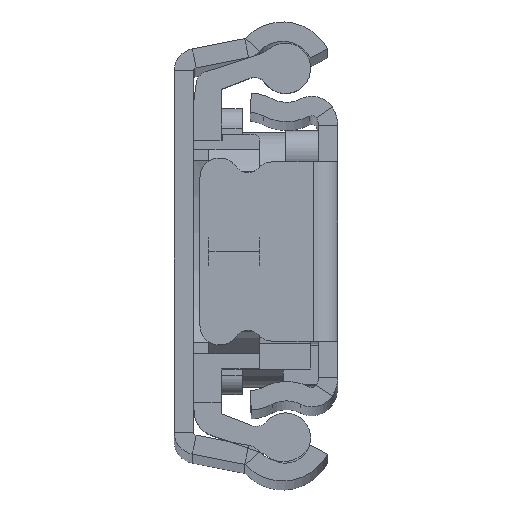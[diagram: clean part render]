
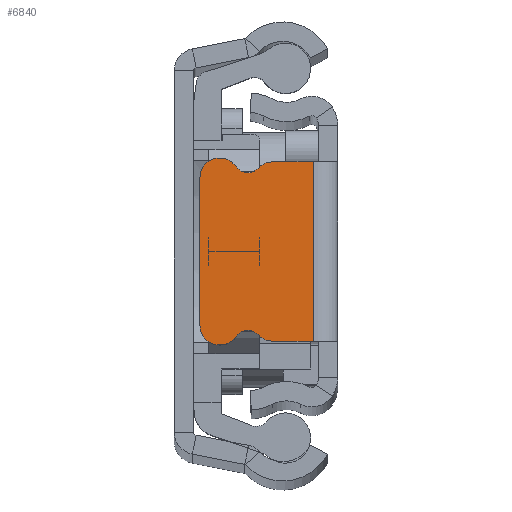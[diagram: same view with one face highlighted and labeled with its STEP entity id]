
A CAD part, top view. The second image highlights one B-rep face of the part: STEP entity #6840.
In plain terms, the highlighted planar face has unit normal (0, 0, 1).
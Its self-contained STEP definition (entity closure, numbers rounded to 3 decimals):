
#138 = DIRECTION ( 'NONE',  ( 0., 0., 1. ) ) ;
#213 = LINE ( 'NONE', #7552, #7596 ) ;
#276 = CARTESIAN_POINT ( 'NONE',  ( 0., -7.25, 0. ) ) ;
#298 = CARTESIAN_POINT ( 'NONE',  ( -9.2, 5.75, 0. ) ) ;
#317 = DIRECTION ( 'NONE',  ( -1., 0., 0. ) ) ;
#334 = VERTEX_POINT ( 'NONE', #1682 ) ;
#349 = CARTESIAN_POINT ( 'NONE',  ( -5.078, 6.95, 0. ) ) ;
#889 = CARTESIAN_POINT ( 'NONE',  ( -9.14, 5.75, 0. ) ) ;
#987 = DIRECTION ( 'NONE',  ( 0., 0., -1. ) ) ;
#996 = DIRECTION ( 'NONE',  ( 0., 0., 1. ) ) ;
#1239 = CARTESIAN_POINT ( 'NONE',  ( -9.2, 7.25, 0. ) ) ;
#1257 = CIRCLE ( 'NONE', #2797, 1.5 ) ;
#1281 = AXIS2_PLACEMENT_3D ( 'NONE', #9150, #996, #14455 ) ;
#1284 = DIRECTION ( 'NONE',  ( 0., 1., 0. ) ) ;
#1293 = DIRECTION ( 'NONE',  ( 0., -1., 0. ) ) ;
#1518 = DIRECTION ( 'NONE',  ( -1., 0., 0. ) ) ;
#1535 = CARTESIAN_POINT ( 'NONE',  ( -9.2, -5.75, 0. ) ) ;
#1638 = VECTOR ( 'NONE', #15227, 1000. ) ;
#1682 = CARTESIAN_POINT ( 'NONE',  ( -7.9, 6.593, 0. ) ) ;
#1715 = CARTESIAN_POINT ( 'NONE',  ( -6.181, 6.467, 0. ) ) ;
#1832 = CARTESIAN_POINT ( 'NONE',  ( 1.206, 6.95, 0. ) ) ;
#1923 = ORIENTED_EDGE ( 'NONE', *, *, #7007, .T. ) ;
#2051 = AXIS2_PLACEMENT_3D ( 'NONE', #7087, #987, #3262 ) ;
#2140 = ORIENTED_EDGE ( 'NONE', *, *, #14062, .T. ) ;
#2188 = DIRECTION ( 'NONE',  ( 0., 1., 0. ) ) ;
#2387 = DIRECTION ( 'NONE',  ( 0., 0., -1. ) ) ;
#2414 = LINE ( 'NONE', #11160, #4552 ) ;
#2601 = VERTEX_POINT ( 'NONE', #11503 ) ;
#2656 = CARTESIAN_POINT ( 'NONE',  ( -9.14, -5.75, 0. ) ) ;
#2797 = AXIS2_PLACEMENT_3D ( 'NONE', #1535, #11512, #317 ) ;
#2813 = ORIENTED_EDGE ( 'NONE', *, *, #14393, .T. ) ;
#2829 = VERTEX_POINT ( 'NONE', #8384 ) ;
#3008 = EDGE_CURVE ( 'NONE', #6031, #2601, #10168, .T. ) ;
#3262 = DIRECTION ( 'NONE',  ( 0., -1., 0. ) ) ;
#3287 = ORIENTED_EDGE ( 'NONE', *, *, #15308, .T. ) ;
#3451 = CARTESIAN_POINT ( 'NONE',  ( -6.99, 7.212, 0. ) ) ;
#3474 = CARTESIAN_POINT ( 'NONE',  ( -5.078, -5.45, 0. ) ) ;
#4223 = ORIENTED_EDGE ( 'NONE', *, *, #12969, .T. ) ;
#4465 = DIRECTION ( 'NONE',  ( 0., 0., 1. ) ) ;
#4552 = VECTOR ( 'NONE', #14740, 1000. ) ;
#4742 = DIRECTION ( 'NONE',  ( 0., 0., -1. ) ) ;
#4744 = ORIENTED_EDGE ( 'NONE', *, *, #7957, .T. ) ;
#4751 = CIRCLE ( 'NONE', #10756, 1.5 ) ;
#4809 = CARTESIAN_POINT ( 'NONE',  ( -6.181, -6.467, 0. ) ) ;
#4825 = AXIS2_PLACEMENT_3D ( 'NONE', #889, #4465, #2188 ) ;
#4853 = EDGE_CURVE ( 'NONE', #2829, #9780, #213, .T. ) ;
#5158 = CIRCLE ( 'NONE', #1281, 1.5 ) ;
#5173 = DIRECTION ( 'NONE',  ( 0., -1., 0. ) ) ;
#5254 = DIRECTION ( 'NONE',  ( 0., -1., 0. ) ) ;
#5300 = AXIS2_PLACEMENT_3D ( 'NONE', #298, #14016, #1518 ) ;
#5338 = VERTEX_POINT ( 'NONE', #349 ) ;
#5568 = CIRCLE ( 'NONE', #5300, 1.5 ) ;
#5814 = CARTESIAN_POINT ( 'NONE',  ( -6.99, 6.112, 0. ) ) ;
#5871 = CIRCLE ( 'NONE', #4825, 1.5 ) ;
#5903 = EDGE_CURVE ( 'NONE', #6097, #7950, #4751, .T. ) ;
#5971 = ORIENTED_EDGE ( 'NONE', *, *, #6043, .T. ) ;
#6031 = VERTEX_POINT ( 'NONE', #6719 ) ;
#6043 = EDGE_CURVE ( 'NONE', #2829, #5338, #15548, .T. ) ;
#6059 = DIRECTION ( 'NONE',  ( 0., -1., 0. ) ) ;
#6097 = VERTEX_POINT ( 'NONE', #10406 ) ;
#6214 = CIRCLE ( 'NONE', #9582, 1.1 ) ;
#6462 = CARTESIAN_POINT ( 'NONE',  ( -7.9, -6.593, 0. ) ) ;
#6719 = CARTESIAN_POINT ( 'NONE',  ( -10.7, 5.75, 0. ) ) ;
#6744 = CARTESIAN_POINT ( 'NONE',  ( 0., -6.95, 0. ) ) ;
#6840 = ADVANCED_FACE ( 'NONE', ( #12439 ), #8588, .F. ) ;
#6949 = VERTEX_POINT ( 'NONE', #1715 ) ;
#6986 = CIRCLE ( 'NONE', #2051, 1.1 ) ;
#7007 = EDGE_CURVE ( 'NONE', #7950, #13638, #6986, .T. ) ;
#7008 = ORIENTED_EDGE ( 'NONE', *, *, #8850, .T. ) ;
#7087 = CARTESIAN_POINT ( 'NONE',  ( -6.99, -7.212, 0. ) ) ;
#7444 = CIRCLE ( 'NONE', #8748, 1.1 ) ;
#7552 = CARTESIAN_POINT ( 'NONE',  ( -1.9, -7.25, 0. ) ) ;
#7596 = VECTOR ( 'NONE', #5173, 1000. ) ;
#7950 = VERTEX_POINT ( 'NONE', #6462 ) ;
#7957 = EDGE_CURVE ( 'NONE', #12276, #6097, #9998, .T. ) ;
#8071 = VERTEX_POINT ( 'NONE', #8175 ) ;
#8175 = CARTESIAN_POINT ( 'NONE',  ( -9.14, 7.25, 0. ) ) ;
#8351 = ORIENTED_EDGE ( 'NONE', *, *, #13902, .T. ) ;
#8384 = CARTESIAN_POINT ( 'NONE',  ( -1.9, 6.95, 0. ) ) ;
#8435 = VERTEX_POINT ( 'NONE', #12597 ) ;
#8588 = PLANE ( 'NONE',  #14010 ) ;
#8748 = AXIS2_PLACEMENT_3D ( 'NONE', #12491, #13783, #1293 ) ;
#8850 = EDGE_CURVE ( 'NONE', #2601, #12276, #1257, .T. ) ;
#9150 = CARTESIAN_POINT ( 'NONE',  ( -5.078, 5.45, 0. ) ) ;
#9275 = CIRCLE ( 'NONE', #15795, 1.5 ) ;
#9345 = EDGE_CURVE ( 'NONE', #11875, #334, #6214, .T. ) ;
#9390 = VECTOR ( 'NONE', #5254, 1000. ) ;
#9582 = AXIS2_PLACEMENT_3D ( 'NONE', #3451, #4742, #6059 ) ;
#9745 = EDGE_CURVE ( 'NONE', #5338, #6949, #5158, .T. ) ;
#9780 = VERTEX_POINT ( 'NONE', #9801 ) ;
#9801 = CARTESIAN_POINT ( 'NONE',  ( -1.9, -6.95, 0. ) ) ;
#9998 = LINE ( 'NONE', #276, #11655 ) ;
#10061 = ORIENTED_EDGE ( 'NONE', *, *, #9745, .T. ) ;
#10168 = LINE ( 'NONE', #11325, #9390 ) ;
#10406 = CARTESIAN_POINT ( 'NONE',  ( -9.14, -7.25, 0. ) ) ;
#10756 = AXIS2_PLACEMENT_3D ( 'NONE', #2656, #138, #1284 ) ;
#11001 = DIRECTION ( 'NONE',  ( 0., 1., 0. ) ) ;
#11139 = VERTEX_POINT ( 'NONE', #1239 ) ;
#11160 = CARTESIAN_POINT ( 'NONE',  ( 0., 7.25, 0. ) ) ;
#11325 = CARTESIAN_POINT ( 'NONE',  ( -10.7, 0., 0. ) ) ;
#11413 = ORIENTED_EDGE ( 'NONE', *, *, #9345, .T. ) ;
#11503 = CARTESIAN_POINT ( 'NONE',  ( -10.7, -5.75, 0. ) ) ;
#11512 = DIRECTION ( 'NONE',  ( 0., 0., 1. ) ) ;
#11550 = DIRECTION ( 'NONE',  ( 1., 0., 0. ) ) ;
#11655 = VECTOR ( 'NONE', #11550, 1000. ) ;
#11677 = LINE ( 'NONE', #6744, #15010 ) ;
#11737 = ORIENTED_EDGE ( 'NONE', *, *, #3008, .T. ) ;
#11755 = DIRECTION ( 'NONE',  ( 1., 0., 0. ) ) ;
#11843 = ORIENTED_EDGE ( 'NONE', *, *, #4853, .F. ) ;
#11875 = VERTEX_POINT ( 'NONE', #5814 ) ;
#12276 = VERTEX_POINT ( 'NONE', #14370 ) ;
#12439 = FACE_OUTER_BOUND ( 'NONE', #14920, .T. ) ;
#12491 = CARTESIAN_POINT ( 'NONE',  ( -6.99, 7.212, 0. ) ) ;
#12597 = CARTESIAN_POINT ( 'NONE',  ( -5.078, -6.95, 0. ) ) ;
#12969 = EDGE_CURVE ( 'NONE', #11139, #6031, #5568, .T. ) ;
#13027 = ORIENTED_EDGE ( 'NONE', *, *, #5903, .T. ) ;
#13528 = DIRECTION ( 'NONE',  ( 0., 0., 1. ) ) ;
#13574 = CARTESIAN_POINT ( 'NONE',  ( 0., 0., 0. ) ) ;
#13638 = VERTEX_POINT ( 'NONE', #4809 ) ;
#13783 = DIRECTION ( 'NONE',  ( 0., 0., -1. ) ) ;
#13902 = EDGE_CURVE ( 'NONE', #334, #8071, #5871, .T. ) ;
#13972 = DIRECTION ( 'NONE',  ( -1., 0., 0. ) ) ;
#14010 = AXIS2_PLACEMENT_3D ( 'NONE', #13574, #2387, #13972 ) ;
#14016 = DIRECTION ( 'NONE',  ( 0., 0., 1. ) ) ;
#14062 = EDGE_CURVE ( 'NONE', #6949, #11875, #7444, .T. ) ;
#14370 = CARTESIAN_POINT ( 'NONE',  ( -9.2, -7.25, 0. ) ) ;
#14393 = EDGE_CURVE ( 'NONE', #13638, #8435, #9275, .T. ) ;
#14455 = DIRECTION ( 'NONE',  ( 0., 1., 0. ) ) ;
#14740 = DIRECTION ( 'NONE',  ( -1., 0., 0. ) ) ;
#14920 = EDGE_LOOP ( 'NONE', ( #15472, #11843, #5971, #10061, #2140, #11413, #8351, #3287, #4223, #11737, #7008, #4744, #13027, #1923, #2813 ) ) ;
#15010 = VECTOR ( 'NONE', #11755, 1000. ) ;
#15227 = DIRECTION ( 'NONE',  ( -1., 0., 0. ) ) ;
#15308 = EDGE_CURVE ( 'NONE', #8071, #11139, #2414, .T. ) ;
#15472 = ORIENTED_EDGE ( 'NONE', *, *, #15905, .T. ) ;
#15548 = LINE ( 'NONE', #1832, #1638 ) ;
#15795 = AXIS2_PLACEMENT_3D ( 'NONE', #3474, #13528, #11001 ) ;
#15905 = EDGE_CURVE ( 'NONE', #8435, #9780, #11677, .T. ) ;
